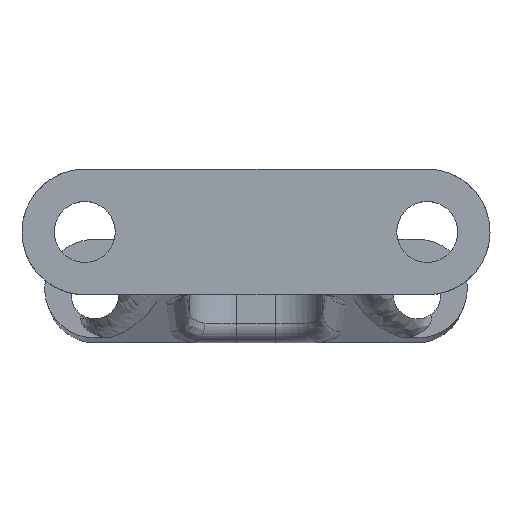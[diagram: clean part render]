
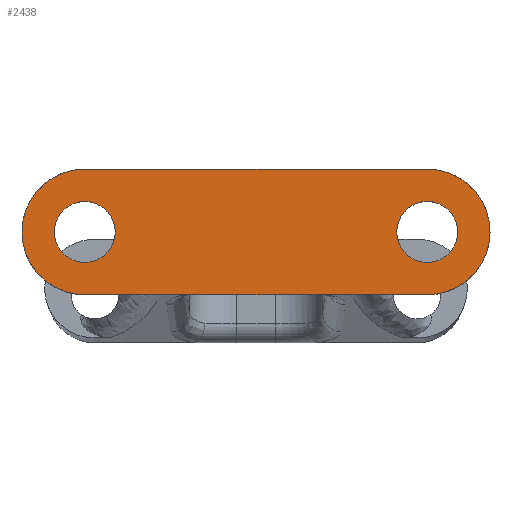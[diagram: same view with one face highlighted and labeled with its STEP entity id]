
A CAD part, top view. The second image highlights one B-rep face of the part: STEP entity #2438.
In plain terms, the highlighted planar face has unit normal (0, 0, 1).
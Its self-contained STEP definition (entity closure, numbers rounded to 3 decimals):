
#33 = ORIENTED_EDGE ( 'NONE', *, *, #1514, .T. ) ;
#55 = ORIENTED_EDGE ( 'NONE', *, *, #3905, .T. ) ;
#106 = AXIS2_PLACEMENT_3D ( 'NONE', #1123, #2086, #1098 ) ;
#112 = ORIENTED_EDGE ( 'NONE', *, *, #682, .F. ) ;
#128 = PLANE ( 'NONE',  #967 ) ;
#170 = ORIENTED_EDGE ( 'NONE', *, *, #1917, .F. ) ;
#266 = CIRCLE ( 'NONE', #2667, 1.6 ) ;
#310 = DIRECTION ( 'NONE',  ( 0., 0., 1. ) ) ;
#321 = VECTOR ( 'NONE', #629, 1000. ) ;
#505 = DIRECTION ( 'NONE',  ( 0., 0., 1. ) ) ;
#587 = ORIENTED_EDGE ( 'NONE', *, *, #3784, .T. ) ;
#598 = CARTESIAN_POINT ( 'NONE',  ( 17.465, 3.3, 15.5 ) ) ;
#624 = EDGE_CURVE ( 'NONE', #3275, #3983, #3989, .T. ) ;
#629 = DIRECTION ( 'NONE',  ( 1., 0., 0. ) ) ;
#674 = CARTESIAN_POINT ( 'NONE',  ( -0.535, 6.6, 15.5 ) ) ;
#682 = EDGE_CURVE ( 'NONE', #3517, #1024, #1534, .T. ) ;
#696 = ORIENTED_EDGE ( 'NONE', *, *, #624, .T. ) ;
#875 = CARTESIAN_POINT ( 'NONE',  ( 17.465, 3.3, 15.5 ) ) ;
#967 = AXIS2_PLACEMENT_3D ( 'NONE', #1643, #3541, #3882 ) ;
#971 = AXIS2_PLACEMENT_3D ( 'NONE', #3786, #2149, #1254 ) ;
#1002 = CARTESIAN_POINT ( 'NONE',  ( -0.535, 3.3, 15.5 ) ) ;
#1006 = VERTEX_POINT ( 'NONE', #3716 ) ;
#1024 = VERTEX_POINT ( 'NONE', #2997 ) ;
#1045 = FACE_BOUND ( 'NONE', #2824, .T. ) ;
#1048 = VERTEX_POINT ( 'NONE', #1211 ) ;
#1078 = CARTESIAN_POINT ( 'NONE',  ( 1.065, 3.3, 15.5 ) ) ;
#1098 = DIRECTION ( 'NONE',  ( 1., 0., 0. ) ) ;
#1110 = CARTESIAN_POINT ( 'NONE',  ( 17.465, 6.6, 15.5 ) ) ;
#1123 = CARTESIAN_POINT ( 'NONE',  ( -0.535, 3.3, 15.5 ) ) ;
#1137 = DIRECTION ( 'NONE',  ( 0., 0., 1. ) ) ;
#1211 = CARTESIAN_POINT ( 'NONE',  ( 17.465, 0., 15.5 ) ) ;
#1254 = DIRECTION ( 'NONE',  ( 1., 0., 0. ) ) ;
#1360 = CIRCLE ( 'NONE', #2736, 3.3 ) ;
#1489 = AXIS2_PLACEMENT_3D ( 'NONE', #1720, #505, #3623 ) ;
#1514 = EDGE_CURVE ( 'NONE', #2417, #1006, #2181, .T. ) ;
#1515 = DIRECTION ( 'NONE',  ( 1., 0., 0. ) ) ;
#1534 = CIRCLE ( 'NONE', #3732, 1.6 ) ;
#1627 = DIRECTION ( 'NONE',  ( 1., 0., 0. ) ) ;
#1643 = CARTESIAN_POINT ( 'NONE',  ( -0.535, 3.3, 15.5 ) ) ;
#1720 = CARTESIAN_POINT ( 'NONE',  ( 17.465, 3.3, 15.5 ) ) ;
#1751 = VERTEX_POINT ( 'NONE', #1078 ) ;
#1754 = CARTESIAN_POINT ( 'NONE',  ( -2.135, 3.3, 15.5 ) ) ;
#1917 = EDGE_CURVE ( 'NONE', #1024, #3517, #2336, .T. ) ;
#2035 = EDGE_LOOP ( 'NONE', ( #3377, #3001 ) ) ;
#2086 = DIRECTION ( 'NONE',  ( 0., 0., 1. ) ) ;
#2095 = DIRECTION ( 'NONE',  ( -1., 0., 0. ) ) ;
#2117 = DIRECTION ( 'NONE',  ( 0., 0., 1. ) ) ;
#2118 = AXIS2_PLACEMENT_3D ( 'NONE', #598, #310, #1515 ) ;
#2149 = DIRECTION ( 'NONE',  ( 0., 0., 1. ) ) ;
#2181 = CIRCLE ( 'NONE', #106, 3.3 ) ;
#2202 = VERTEX_POINT ( 'NONE', #1754 ) ;
#2336 = CIRCLE ( 'NONE', #1489, 1.6 ) ;
#2351 = EDGE_LOOP ( 'NONE', ( #33, #587, #55, #696, #2825 ) ) ;
#2385 = LINE ( 'NONE', #3044, #321 ) ;
#2417 = VERTEX_POINT ( 'NONE', #674 ) ;
#2438 = ADVANCED_FACE ( 'NONE', ( #3584, #1045, #2880 ), #128, .T. ) ;
#2456 = CARTESIAN_POINT ( 'NONE',  ( 17.465, 3.3, 15.5 ) ) ;
#2667 = AXIS2_PLACEMENT_3D ( 'NONE', #1002, #3736, #1627 ) ;
#2731 = CIRCLE ( 'NONE', #971, 1.6 ) ;
#2736 = AXIS2_PLACEMENT_3D ( 'NONE', #875, #1137, #3282 ) ;
#2824 = EDGE_LOOP ( 'NONE', ( #170, #112 ) ) ;
#2825 = ORIENTED_EDGE ( 'NONE', *, *, #3075, .T. ) ;
#2880 = FACE_OUTER_BOUND ( 'NONE', #2351, .T. ) ;
#2997 = CARTESIAN_POINT ( 'NONE',  ( 19.065, 3.3, 15.5 ) ) ;
#3001 = ORIENTED_EDGE ( 'NONE', *, *, #3515, .F. ) ;
#3044 = CARTESIAN_POINT ( 'NONE',  ( -0.535, 0., 15.5 ) ) ;
#3075 = EDGE_CURVE ( 'NONE', #3983, #2417, #3085, .T. ) ;
#3085 = LINE ( 'NONE', #3315, #3236 ) ;
#3201 = CARTESIAN_POINT ( 'NONE',  ( 20.765, 3.3, 15.5 ) ) ;
#3236 = VECTOR ( 'NONE', #2095, 1000. ) ;
#3275 = VERTEX_POINT ( 'NONE', #3201 ) ;
#3282 = DIRECTION ( 'NONE',  ( 1., 0., 0. ) ) ;
#3315 = CARTESIAN_POINT ( 'NONE',  ( -0.535, 6.6, 15.5 ) ) ;
#3377 = ORIENTED_EDGE ( 'NONE', *, *, #3976, .F. ) ;
#3386 = CARTESIAN_POINT ( 'NONE',  ( 15.865, 3.3, 15.5 ) ) ;
#3515 = EDGE_CURVE ( 'NONE', #2202, #1751, #2731, .T. ) ;
#3517 = VERTEX_POINT ( 'NONE', #3386 ) ;
#3541 = DIRECTION ( 'NONE',  ( 0., 0., 1. ) ) ;
#3584 = FACE_BOUND ( 'NONE', #2035, .T. ) ;
#3623 = DIRECTION ( 'NONE',  ( 1., 0., 0. ) ) ;
#3716 = CARTESIAN_POINT ( 'NONE',  ( -0.535, 0., 15.5 ) ) ;
#3732 = AXIS2_PLACEMENT_3D ( 'NONE', #2456, #2117, #3963 ) ;
#3736 = DIRECTION ( 'NONE',  ( 0., 0., 1. ) ) ;
#3784 = EDGE_CURVE ( 'NONE', #1006, #1048, #2385, .T. ) ;
#3786 = CARTESIAN_POINT ( 'NONE',  ( -0.535, 3.3, 15.5 ) ) ;
#3882 = DIRECTION ( 'NONE',  ( 1., 0., 0. ) ) ;
#3905 = EDGE_CURVE ( 'NONE', #1048, #3275, #1360, .T. ) ;
#3963 = DIRECTION ( 'NONE',  ( 1., 0., 0. ) ) ;
#3976 = EDGE_CURVE ( 'NONE', #1751, #2202, #266, .T. ) ;
#3983 = VERTEX_POINT ( 'NONE', #1110 ) ;
#3989 = CIRCLE ( 'NONE', #2118, 3.3 ) ;
